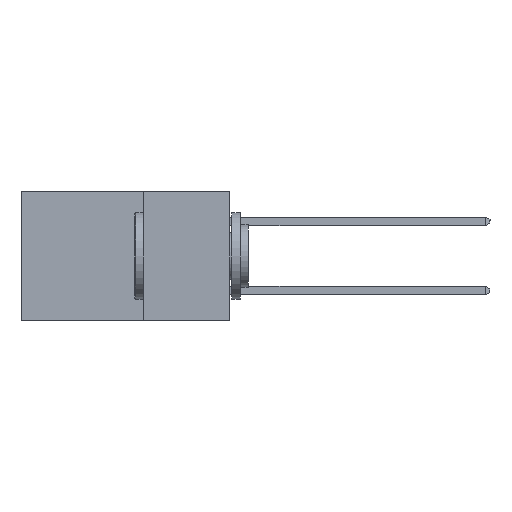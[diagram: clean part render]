
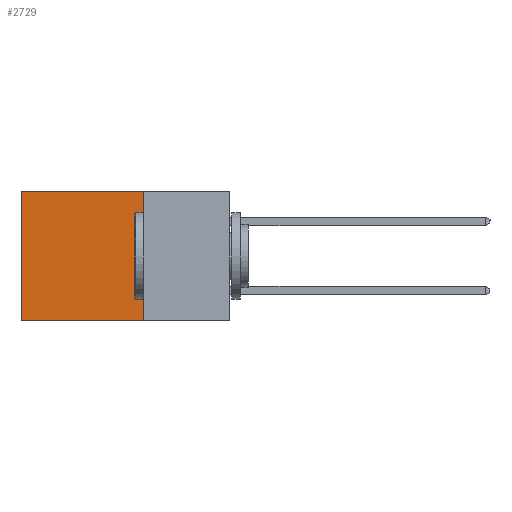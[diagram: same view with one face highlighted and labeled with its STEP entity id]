
A CAD part, left-side view. The second image highlights one B-rep face of the part: STEP entity #2729.
In plain terms, the highlighted planar face has unit normal (-1, 0, 0).
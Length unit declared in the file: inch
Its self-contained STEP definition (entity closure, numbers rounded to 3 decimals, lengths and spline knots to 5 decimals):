
#1127 = EDGE_CURVE ( 'NONE', #12892, #7777, #12596, .T. ) ;
#1315 = EDGE_CURVE ( 'NONE', #7777, #5736, #10725, .T. ) ;
#1568 = CARTESIAN_POINT ( 'NONE',  ( 0.2615, 0.25, -0.37 ) ) ;
#1648 = VECTOR ( 'NONE', #7630, 39.37008 ) ;
#1657 = VECTOR ( 'NONE', #7309, 39.37008 ) ;
#1817 = ORIENTED_EDGE ( 'NONE', *, *, #5131, .T. ) ;
#2316 = ORIENTED_EDGE ( 'NONE', *, *, #12244, .T. ) ;
#2729 = ADVANCED_FACE ( 'NONE', ( #12177 ), #13283, .F. ) ;
#4457 = CARTESIAN_POINT ( 'NONE',  ( 0.2615, 0.6, -0.37 ) ) ;
#4816 = DIRECTION ( 'NONE',  ( 0., 0., -1. ) ) ;
#5131 = EDGE_CURVE ( 'NONE', #12892, #10608, #13450, .T. ) ;
#5736 = VERTEX_POINT ( 'NONE', #4457 ) ;
#6065 = VECTOR ( 'NONE', #6407, 39.37008 ) ;
#6193 = CARTESIAN_POINT ( 'NONE',  ( 0.2615, 0.25, -0.37 ) ) ;
#6407 = DIRECTION ( 'NONE',  ( 0., 0., -1. ) ) ;
#6860 = EDGE_LOOP ( 'NONE', ( #2316, #10052, #12720, #1817 ) ) ;
#7232 = VECTOR ( 'NONE', #11507, 39.37008 ) ;
#7309 = DIRECTION ( 'NONE',  ( 0., 0., -1. ) ) ;
#7494 = CARTESIAN_POINT ( 'NONE',  ( 0.2615, 0.25, -0.37 ) ) ;
#7630 = DIRECTION ( 'NONE',  ( 0., 1., 0. ) ) ;
#7777 = VERTEX_POINT ( 'NONE', #6193 ) ;
#8161 = AXIS2_PLACEMENT_3D ( 'NONE', #1568, #11407, #4816 ) ;
#9452 = LINE ( 'NONE', #9583, #1657 ) ;
#9583 = CARTESIAN_POINT ( 'NONE',  ( 0.2615, 0.6, -0.37 ) ) ;
#9770 = CARTESIAN_POINT ( 'NONE',  ( 0.2615, 0.25, 0. ) ) ;
#10052 = ORIENTED_EDGE ( 'NONE', *, *, #1315, .F. ) ;
#10424 = CARTESIAN_POINT ( 'NONE',  ( 0.2615, 0.6, 0. ) ) ;
#10608 = VERTEX_POINT ( 'NONE', #10424 ) ;
#10725 = LINE ( 'NONE', #7494, #1648 ) ;
#10737 = CARTESIAN_POINT ( 'NONE',  ( 0.2615, 0.25, 0. ) ) ;
#11407 = DIRECTION ( 'NONE',  ( 1., 0., 0. ) ) ;
#11507 = DIRECTION ( 'NONE',  ( 0., 1., 0. ) ) ;
#11703 = CARTESIAN_POINT ( 'NONE',  ( 0.2615, 0.25, -0.37 ) ) ;
#12177 = FACE_OUTER_BOUND ( 'NONE', #6860, .T. ) ;
#12244 = EDGE_CURVE ( 'NONE', #10608, #5736, #9452, .T. ) ;
#12596 = LINE ( 'NONE', #11703, #6065 ) ;
#12720 = ORIENTED_EDGE ( 'NONE', *, *, #1127, .F. ) ;
#12892 = VERTEX_POINT ( 'NONE', #9770 ) ;
#13283 = PLANE ( 'NONE',  #8161 ) ;
#13450 = LINE ( 'NONE', #10737, #7232 ) ;
